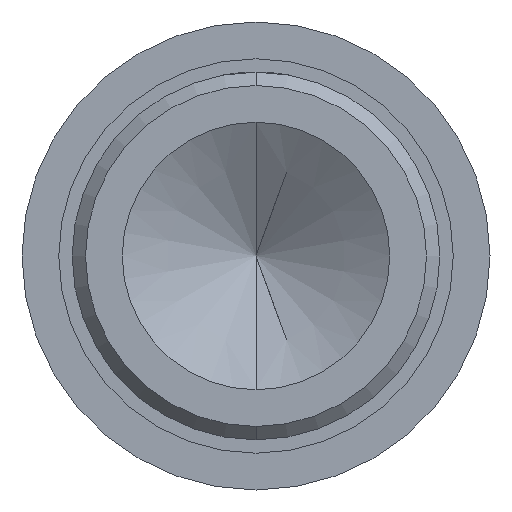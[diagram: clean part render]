
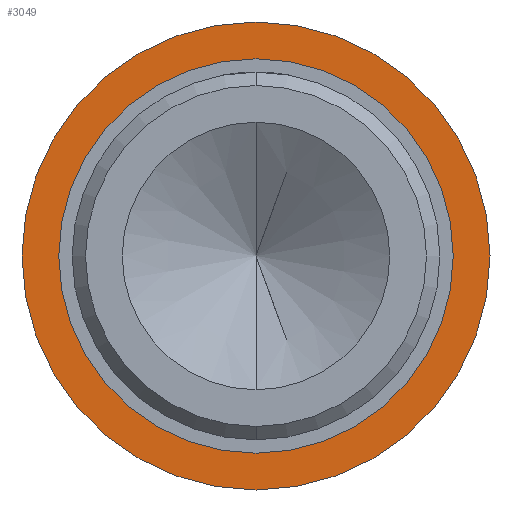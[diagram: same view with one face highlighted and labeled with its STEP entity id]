
A CAD part, front view. The second image highlights one B-rep face of the part: STEP entity #3049.
In plain terms, the highlighted planar face has unit normal (0, -1, 0).
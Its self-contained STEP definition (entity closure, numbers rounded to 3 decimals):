
#168 = DIRECTION ( 'NONE',  ( 0., 0., 1. ) ) ;
#192 = ORIENTED_EDGE ( 'NONE', *, *, #3174, .F. ) ;
#226 = EDGE_LOOP ( 'NONE', ( #1766, #2161 ) ) ;
#232 = DIRECTION ( 'NONE',  ( 0., -1., 0. ) ) ;
#427 = AXIS2_PLACEMENT_3D ( 'NONE', #701, #2607, #2327 ) ;
#541 = DIRECTION ( 'NONE',  ( 0., 0., -1. ) ) ;
#657 = DIRECTION ( 'NONE',  ( 0., -1., 0. ) ) ;
#701 = CARTESIAN_POINT ( 'NONE',  ( 0., -0.2, 0. ) ) ;
#907 = CARTESIAN_POINT ( 'NONE',  ( -1.75, -0.2, 0. ) ) ;
#973 = CARTESIAN_POINT ( 'NONE',  ( 0., -0.2, 0. ) ) ;
#1276 = CARTESIAN_POINT ( 'NONE',  ( 0., -0.2, 1.75 ) ) ;
#1290 = DIRECTION ( 'NONE',  ( 0., 1., 0. ) ) ;
#1365 = FACE_BOUND ( 'NONE', #226, .T. ) ;
#1453 = CIRCLE ( 'NONE', #3520, 1.75 ) ;
#1523 = AXIS2_PLACEMENT_3D ( 'NONE', #2180, #232, #541 ) ;
#1593 = VERTEX_POINT ( 'NONE', #2091 ) ;
#1656 = VERTEX_POINT ( 'NONE', #1276 ) ;
#1766 = ORIENTED_EDGE ( 'NONE', *, *, #1848, .F. ) ;
#1774 = DIRECTION ( 'NONE',  ( 0., 1., 0. ) ) ;
#1799 = CARTESIAN_POINT ( 'NONE',  ( 0., -0.2, -1.475 ) ) ;
#1848 = EDGE_CURVE ( 'Defeature ausgef�hrt3_3+Defeature ausgef�hrt3_1+Defeature ausgef�hrt3_1+Defeature ausgef�hrt3_1', #1593, #2526, #1930, .T. ) ;
#1852 = CIRCLE ( 'NONE', #1523, 1.475 ) ;
#1930 = CIRCLE ( 'NONE', #427, 1.475 ) ;
#2005 = CARTESIAN_POINT ( 'NONE',  ( 0., -0.2, -1.75 ) ) ;
#2091 = CARTESIAN_POINT ( 'NONE',  ( 0., -0.2, 1.475 ) ) ;
#2161 = ORIENTED_EDGE ( 'NONE', *, *, #2275, .F. ) ;
#2180 = CARTESIAN_POINT ( 'NONE',  ( 0., -0.2, 0. ) ) ;
#2275 = EDGE_CURVE ( 'Defeature ausgef�hrt3_3+Defeature ausgef�hrt3_1+Defeature ausgef�hrt3_1+Defeature ausgef�hrt3_1', #2526, #1593, #1852, .T. ) ;
#2305 = PLANE ( 'NONE',  #3256 ) ;
#2327 = DIRECTION ( 'NONE',  ( 0., 0., -1. ) ) ;
#2385 = DIRECTION ( 'NONE',  ( 0., 0., 1. ) ) ;
#2414 = ORIENTED_EDGE ( 'NONE', *, *, #3202, .F. ) ;
#2526 = VERTEX_POINT ( 'NONE', #1799 ) ;
#2580 = AXIS2_PLACEMENT_3D ( 'NONE', #3142, #1774, #168 ) ;
#2607 = DIRECTION ( 'NONE',  ( 0., -1., 0. ) ) ;
#2681 = EDGE_LOOP ( 'NONE', ( #2414, #192 ) ) ;
#2799 = FACE_OUTER_BOUND ( 'NONE', #2681, .T. ) ;
#2917 = VERTEX_POINT ( 'NONE', #2005 ) ;
#3049 = ADVANCED_FACE ( 'Defeature ausgef�hrt3_1', ( #2799, #1365 ), #2305, .T. ) ;
#3093 = DIRECTION ( 'NONE',  ( 0., 0., -1. ) ) ;
#3142 = CARTESIAN_POINT ( 'NONE',  ( 0., -0.2, 0. ) ) ;
#3174 = EDGE_CURVE ( 'Defeature ausgef�hrt3_0+Defeature ausgef�hrt3_1+Defeature ausgef�hrt3_1+Defeature ausgef�hrt3_1', #2917, #1656, #3432, .T. ) ;
#3202 = EDGE_CURVE ( 'Defeature ausgef�hrt3_0+Defeature ausgef�hrt3_1+Defeature ausgef�hrt3_1+Defeature ausgef�hrt3_1', #1656, #2917, #1453, .T. ) ;
#3256 = AXIS2_PLACEMENT_3D ( 'NONE', #907, #657, #3093 ) ;
#3432 = CIRCLE ( 'NONE', #2580, 1.75 ) ;
#3520 = AXIS2_PLACEMENT_3D ( 'NONE', #973, #1290, #2385 ) ;
